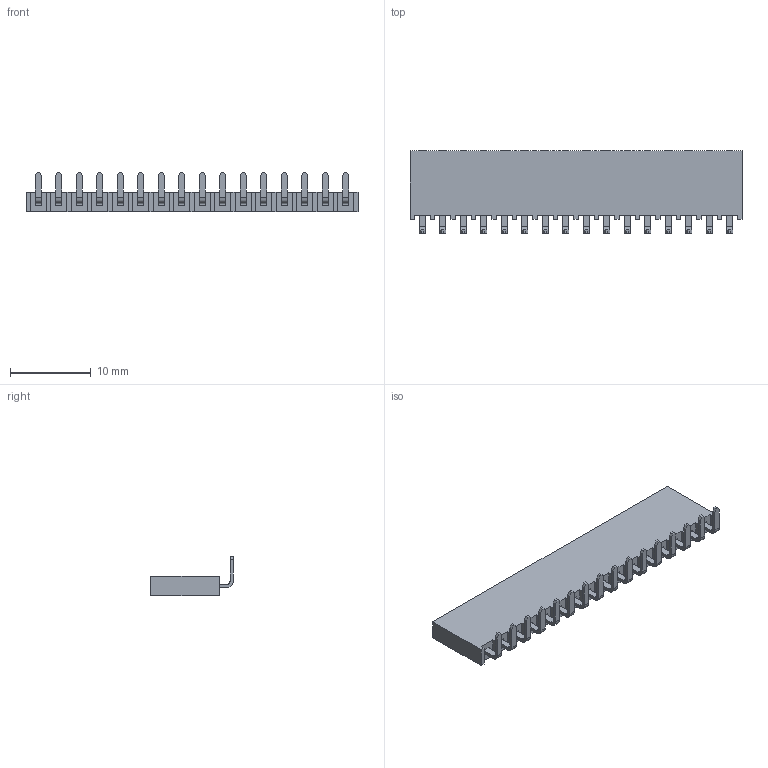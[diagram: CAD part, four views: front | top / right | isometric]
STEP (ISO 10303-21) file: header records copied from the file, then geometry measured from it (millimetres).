
FILE_DESCRIPTION(/* description */ ('STEP AP214'),/* implementation_level */ '2;1');
FILE_NAME(/* name */ 'SSW-116-02-L-S-RA',/* time_stamp */ '2022-12-19T23:02:46+01:00',/* author */ ('License CC BY-ND 4.0'),/* organization */ ('CADENAS'),/* preprocessor_version */ 'ST-DEVELOPER v18.102',/* originating_system */ 'PARTsolutions',/* authorisation */ ' ');
FILE_SCHEMA (('AUTOMOTIVE_DESIGN {1 0 10303 214 3 1 1}'));
Length unit declared in the file: inch
Products named in the file (3): SSW-116-02-L-S-RA; P2SSW-116-02-L-S-RA; T1SSW-116-02-L-S-RA
Assembly tree (2 placements, depth 2):
  SSW-116-02-L-S-RA
    P2SSW-116-02-L-S-RA
    T1SSW-116-02-L-S-RA
Bounding box: 41.15 x 10.24 x 4.94 mm (x, y, z)
Volume: 761.1 mm3; surface area: 1654.2 mm2
Topology: 2 solids, 2 shells, 316 faces, 888 edges, 592 vertices
Faces by surface type: plane 284, cylinder 32
Entity records: 10178 total; most frequent: CARTESIAN_POINT 1799, ORIENTED_EDGE 1776, DIRECTION 1590, EDGE_CURVE 888, LINE 824, VECTOR 824, VERTEX_POINT 592, AXIS2_PLACEMENT_3D 383
